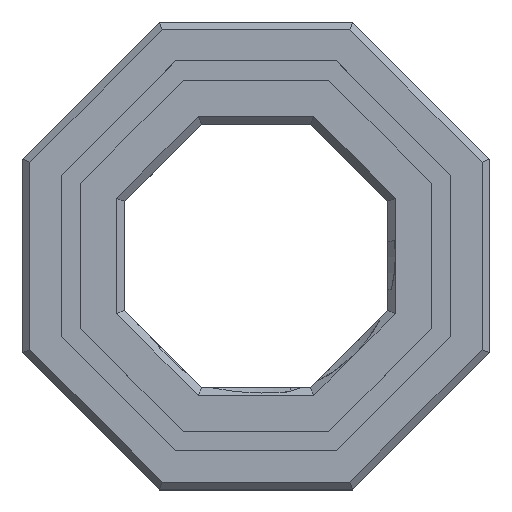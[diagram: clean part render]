
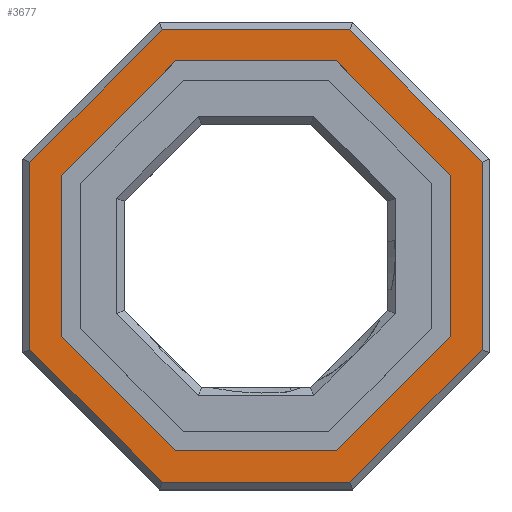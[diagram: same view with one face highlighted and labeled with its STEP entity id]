
A CAD part, top view. The second image highlights one B-rep face of the part: STEP entity #3677.
In plain terms, the highlighted planar face has unit normal (0, 0, 1).
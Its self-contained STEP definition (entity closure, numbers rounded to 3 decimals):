
#96=FACE_BOUND('',#820,.T.);
#406=PLANE('',#3849);
#609=FACE_OUTER_BOUND('',#819,.T.);
#819=EDGE_LOOP('',(#3307,#3308,#3309,#3310,#3311,#3312,#3313,#3314));
#820=EDGE_LOOP('',(#3315,#3316,#3317,#3318,#3319,#3320,#3321,#3322));
#1085=LINE('',#7644,#1400);
#1089=LINE('',#7652,#1404);
#1092=LINE('',#7658,#1407);
#1095=LINE('',#7664,#1410);
#1098=LINE('',#7670,#1413);
#1101=LINE('',#7676,#1416);
#1104=LINE('',#7682,#1419);
#1107=LINE('',#7687,#1422);
#1109=LINE('',#7693,#1424);
#1110=LINE('',#7695,#1425);
#1111=LINE('',#7697,#1426);
#1112=LINE('',#7699,#1427);
#1113=LINE('',#7701,#1428);
#1114=LINE('',#7703,#1429);
#1115=LINE('',#7705,#1430);
#1116=LINE('',#7706,#1431);
#1400=VECTOR('',#4370,10.);
#1404=VECTOR('',#4376,10.);
#1407=VECTOR('',#4381,10.);
#1410=VECTOR('',#4386,10.);
#1413=VECTOR('',#4391,10.);
#1416=VECTOR('',#4396,10.);
#1419=VECTOR('',#4401,10.);
#1422=VECTOR('',#4406,10.);
#1424=VECTOR('',#4412,10.);
#1425=VECTOR('',#4413,10.);
#1426=VECTOR('',#4414,10.);
#1427=VECTOR('',#4415,10.);
#1428=VECTOR('',#4416,10.);
#1429=VECTOR('',#4417,10.);
#1430=VECTOR('',#4418,10.);
#1431=VECTOR('',#4419,10.);
#1815=VERTEX_POINT('',#7642);
#1816=VERTEX_POINT('',#7643);
#1819=VERTEX_POINT('',#7651);
#1821=VERTEX_POINT('',#7657);
#1823=VERTEX_POINT('',#7663);
#1825=VERTEX_POINT('',#7669);
#1827=VERTEX_POINT('',#7675);
#1829=VERTEX_POINT('',#7681);
#1831=VERTEX_POINT('',#7691);
#1832=VERTEX_POINT('',#7692);
#1833=VERTEX_POINT('',#7694);
#1834=VERTEX_POINT('',#7696);
#1835=VERTEX_POINT('',#7698);
#1836=VERTEX_POINT('',#7700);
#1837=VERTEX_POINT('',#7702);
#1838=VERTEX_POINT('',#7704);
#2324=EDGE_CURVE('',#1815,#1816,#1085,.T.);
#2328=EDGE_CURVE('',#1819,#1815,#1089,.T.);
#2331=EDGE_CURVE('',#1821,#1819,#1092,.T.);
#2334=EDGE_CURVE('',#1823,#1821,#1095,.T.);
#2337=EDGE_CURVE('',#1825,#1823,#1098,.T.);
#2340=EDGE_CURVE('',#1827,#1825,#1101,.T.);
#2343=EDGE_CURVE('',#1829,#1827,#1104,.T.);
#2346=EDGE_CURVE('',#1816,#1829,#1107,.T.);
#2348=EDGE_CURVE('',#1831,#1832,#1109,.T.);
#2349=EDGE_CURVE('',#1833,#1831,#1110,.T.);
#2350=EDGE_CURVE('',#1834,#1833,#1111,.T.);
#2351=EDGE_CURVE('',#1835,#1834,#1112,.T.);
#2352=EDGE_CURVE('',#1836,#1835,#1113,.T.);
#2353=EDGE_CURVE('',#1837,#1836,#1114,.T.);
#2354=EDGE_CURVE('',#1838,#1837,#1115,.T.);
#2355=EDGE_CURVE('',#1832,#1838,#1116,.T.);
#3307=ORIENTED_EDGE('',*,*,#2348,.F.);
#3308=ORIENTED_EDGE('',*,*,#2349,.F.);
#3309=ORIENTED_EDGE('',*,*,#2350,.F.);
#3310=ORIENTED_EDGE('',*,*,#2351,.F.);
#3311=ORIENTED_EDGE('',*,*,#2352,.F.);
#3312=ORIENTED_EDGE('',*,*,#2353,.F.);
#3313=ORIENTED_EDGE('',*,*,#2354,.F.);
#3314=ORIENTED_EDGE('',*,*,#2355,.F.);
#3315=ORIENTED_EDGE('',*,*,#2324,.T.);
#3316=ORIENTED_EDGE('',*,*,#2346,.T.);
#3317=ORIENTED_EDGE('',*,*,#2343,.T.);
#3318=ORIENTED_EDGE('',*,*,#2340,.T.);
#3319=ORIENTED_EDGE('',*,*,#2337,.T.);
#3320=ORIENTED_EDGE('',*,*,#2334,.T.);
#3321=ORIENTED_EDGE('',*,*,#2331,.T.);
#3322=ORIENTED_EDGE('',*,*,#2328,.T.);
#3677=ADVANCED_FACE('',(#609,#96),#406,.T.);
#3849=AXIS2_PLACEMENT_3D('',#7690,#4410,#4411);
#4370=DIRECTION('',(0.,-1.,0.));
#4376=DIRECTION('',(0.707,-0.707,0.));
#4381=DIRECTION('',(1.,0.,0.));
#4386=DIRECTION('',(0.707,0.707,0.));
#4391=DIRECTION('',(0.,1.,0.));
#4396=DIRECTION('',(-0.707,0.707,0.));
#4401=DIRECTION('',(-1.,0.,0.));
#4406=DIRECTION('',(-0.707,-0.707,0.));
#4410=DIRECTION('center_axis',(0.,0.,1.));
#4411=DIRECTION('ref_axis',(1.,0.,0.));
#4412=DIRECTION('',(-0.707,-0.707,0.));
#4413=DIRECTION('',(0.,-1.,0.));
#4414=DIRECTION('',(0.707,-0.707,0.));
#4415=DIRECTION('',(1.,0.,0.));
#4416=DIRECTION('',(0.707,0.707,0.));
#4417=DIRECTION('',(0.,1.,0.));
#4418=DIRECTION('',(-0.707,0.707,0.));
#4419=DIRECTION('',(-1.,0.,0.));
#7642=CARTESIAN_POINT('',(10.,4.142,9.));
#7643=CARTESIAN_POINT('',(10.,-4.142,9.));
#7644=CARTESIAN_POINT('',(10.,2.071,9.));
#7651=CARTESIAN_POINT('',(4.142,10.,9.));
#7652=CARTESIAN_POINT('',(7.269,6.873,9.));
#7657=CARTESIAN_POINT('',(-4.142,10.,9.));
#7658=CARTESIAN_POINT('',(1.254,10.,9.));
#7663=CARTESIAN_POINT('',(-10.,4.142,9.));
#7664=CARTESIAN_POINT('',(-6.873,7.269,9.));
#7669=CARTESIAN_POINT('',(-10.,-4.142,9.));
#7670=CARTESIAN_POINT('',(-10.,-2.071,9.));
#7675=CARTESIAN_POINT('',(-4.142,-10.,9.));
#7676=CARTESIAN_POINT('',(-3.944,-10.198,9.));
#7681=CARTESIAN_POINT('',(4.142,-10.,9.));
#7682=CARTESIAN_POINT('',(5.396,-10.,9.));
#7687=CARTESIAN_POINT('',(10.198,-3.944,9.));
#7690=CARTESIAN_POINT('Origin',(6.65,0.,9.));
#7691=CARTESIAN_POINT('',(11.6,-4.805,9.));
#7692=CARTESIAN_POINT('',(4.805,-11.6,9.));
#7693=CARTESIAN_POINT('',(8.876,-7.528,9.));
#7694=CARTESIAN_POINT('',(11.6,4.805,9.));
#7695=CARTESIAN_POINT('',(11.6,0.,9.));
#7696=CARTESIAN_POINT('',(4.805,11.6,9.));
#7697=CARTESIAN_POINT('',(10.853,5.551,9.));
#7698=CARTESIAN_POINT('',(-4.805,11.6,9.));
#7699=CARTESIAN_POINT('',(4.723,11.6,9.));
#7700=CARTESIAN_POINT('',(-11.6,4.805,9.));
#7701=CARTESIAN_POINT('',(-5.551,10.853,9.));
#7702=CARTESIAN_POINT('',(-11.6,-4.805,9.));
#7703=CARTESIAN_POINT('',(-11.6,1.398,9.));
#7704=CARTESIAN_POINT('',(-4.805,-11.6,9.));
#7705=CARTESIAN_POINT('',(-7.528,-8.876,9.));
#7706=CARTESIAN_POINT('',(1.927,-11.6,9.));
